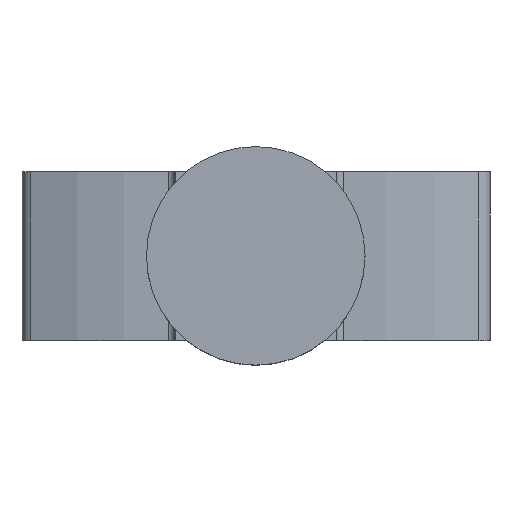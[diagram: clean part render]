
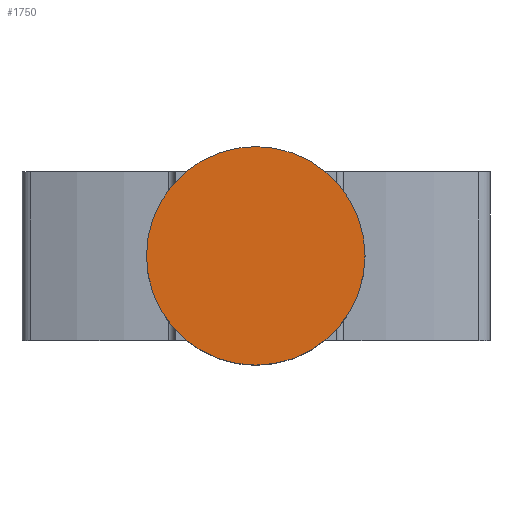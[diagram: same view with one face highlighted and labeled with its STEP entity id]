
A CAD part, top view. The second image highlights one B-rep face of the part: STEP entity #1750.
In plain terms, the highlighted planar face has unit normal (0, 0, 1).
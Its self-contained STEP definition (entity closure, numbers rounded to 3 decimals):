
#380=PLANE('',#1877);
#443=FACE_OUTER_BOUND('',#556,.T.);
#556=EDGE_LOOP('',(#1184));
#668=CIRCLE('',#1875,3.55);
#744=VERTEX_POINT('',#2583);
#920=EDGE_CURVE('',#744,#744,#668,.T.);
#1184=ORIENTED_EDGE('',*,*,#920,.T.);
#1750=ADVANCED_FACE('',(#443),#380,.T.);
#1875=AXIS2_PLACEMENT_3D('',#2584,#2065,#2066);
#1877=AXIS2_PLACEMENT_3D('',#2587,#2069,#2070);
#2065=DIRECTION('center_axis',(0.,0.,1.));
#2066=DIRECTION('ref_axis',(1.,0.,0.));
#2069=DIRECTION('center_axis',(0.,0.,1.));
#2070=DIRECTION('ref_axis',(-1.,0.,0.));
#2583=CARTESIAN_POINT('',(3.535,0.,7.564));
#2584=CARTESIAN_POINT('Origin',(-0.015,0.,
7.564));
#2587=CARTESIAN_POINT('Origin',(-0.015,0.,
7.564));
